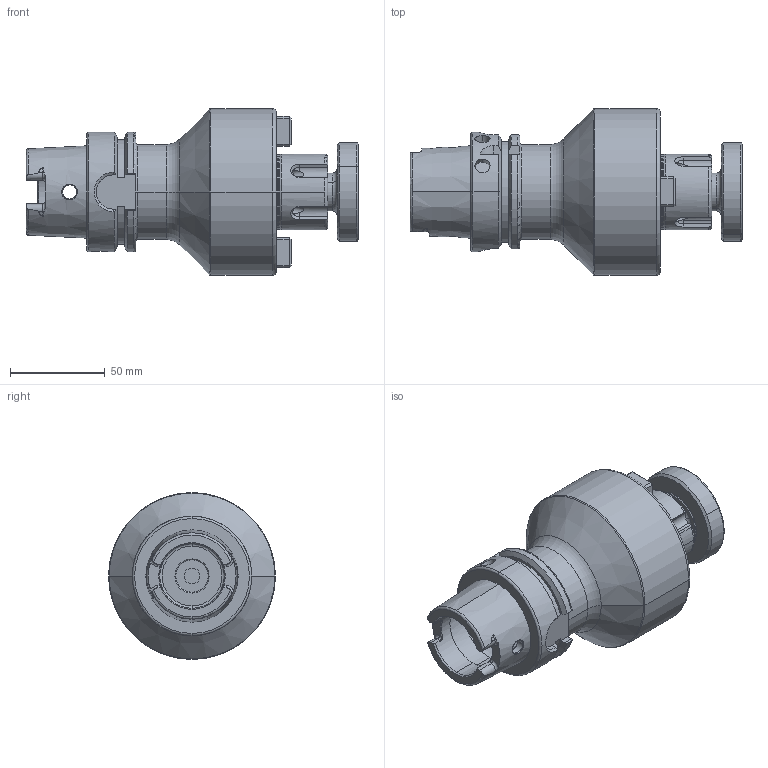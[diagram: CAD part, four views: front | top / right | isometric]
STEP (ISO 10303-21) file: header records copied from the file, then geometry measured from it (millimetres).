
FILE_DESCRIPTION (( 'STEP AP203' ), '1' );
FILE_NAME ('FWA063H-FMX40100.STEP', '2024-09-05T11:14:47', ( '' ), ( '' ), 'SwSTEP 2.0', 'SolidWorks 2024', '' );
FILE_SCHEMA (( 'CONFIG_CONTROL_DESIGN' ));
Length unit declared in the file: millimetre
Products named in the file (7): CCS-M20-40-2; HSKA63FMX40100WW; PLUG KEY 16-40; CCS-M20-40-1; FWA063H-FMX40100; CCS-M20-40
Assembly tree (7 placements, depth 4):
  FWA063H-FMX40100
    HSKA63FMX40100WW
      HSKA63FMX40100WW
      CCS-M20-40
        CCS-M20-40-1
        CCS-M20-40-2
      PLUG KEY 16-40  x2
Bounding box: 175 x 88 x 88 mm (x, y, z)
Volume: 442423.2 mm3; surface area: 72603.4 mm2
Topology: 5 solids, 5 shells, 388 faces, 963 edges, 582 vertices
Faces by surface type: plane 114, cylinder 113, cone 87, torus 52, bspline 14, sphere 8
Entity records: 13262 total; most frequent: CARTESIAN_POINT 4361, DIRECTION 1718, ORIENTED_EDGE 1710, EDGE_CURVE 855, AXIS2_PLACEMENT_3D 692, VERTEX_POINT 524, EDGE_LOOP 379, FACE_OUTER_BOUND 351
